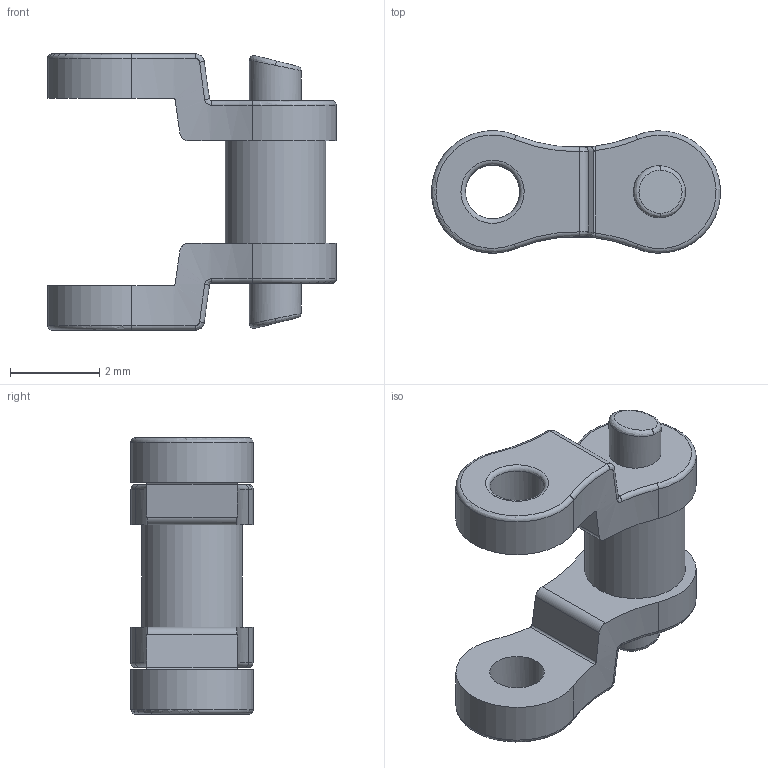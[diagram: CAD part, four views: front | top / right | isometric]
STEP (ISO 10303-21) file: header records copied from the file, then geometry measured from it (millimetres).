
FILE_DESCRIPTION(/* description */ (''),/* implementation_level */ '2;1');
FILE_NAME(/* name */ 'Chain Link.ipt.step',/* time_stamp */ '2020-04-16T22:53:10-04:00',/* author */ ('Jordan'),/* organization */ (''),/* preprocessor_version */ 'ST-DEVELOPER v17',/* originating_system */ 'Autodesk Inventor 2019',/* authorisation */ '');
FILE_SCHEMA (('AUTOMOTIVE_DESIGN { 1 0 10303 214 3 1 1 }'));
Length unit declared in the file: inch
Products named in the file (1): Chain Link
Bounding box: 6.48 x 2.74 x 6.2 mm (x, y, z)
Volume: 38.9 mm3; surface area: 114 mm2
Topology: 1 solids, 1 shells, 65 faces, 168 edges, 109 vertices
Faces by surface type: cylinder 21, bspline 16, torus 14, plane 14
Full cylindrical faces by diameter (mm): 1.168 x2, 1.218 x2, 2.26 x1
Entity records: 3201 total; most frequent: CARTESIAN_POINT 1586, DIRECTION 343, ORIENTED_EDGE 336, EDGE_CURVE 168, AXIS2_PLACEMENT_3D 157, VERTEX_POINT 109, CIRCLE 93, EDGE_LOOP 73
